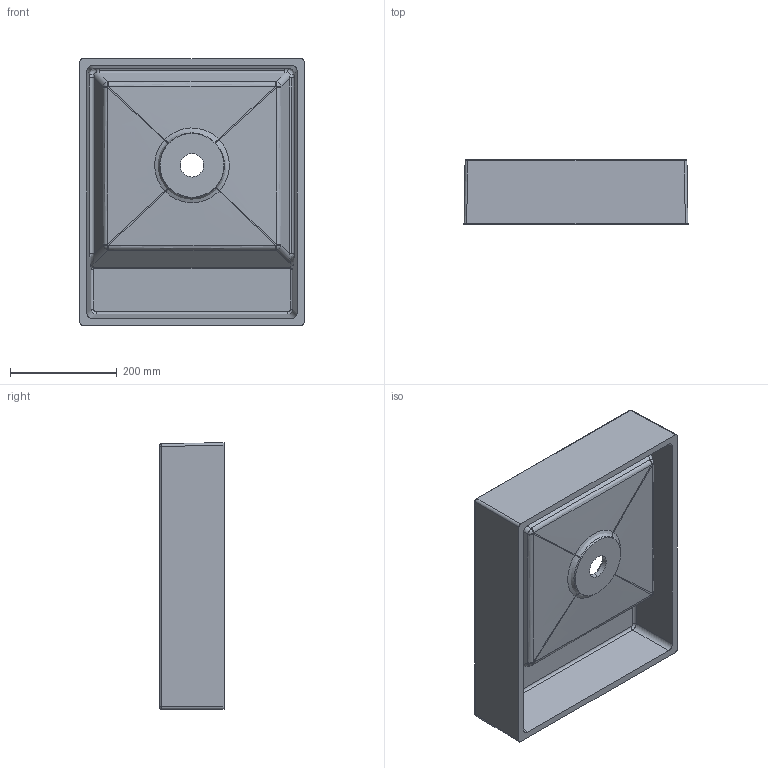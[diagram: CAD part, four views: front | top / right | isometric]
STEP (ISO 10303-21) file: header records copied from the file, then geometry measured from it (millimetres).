
FILE_DESCRIPTION (( 'STEP AP203' ), '1' );
FILE_NAME ('6301730510 WB MARMY CESAR 50x42 12.STEP', '2021-10-12T14:04:49', ( '' ), ( '' ), 'SwSTEP 2.0', 'SolidWorks 2019', '' );
FILE_SCHEMA (( 'CONFIG_CONTROL_DESIGN' ));
Length unit declared in the file: millimetre
Products named in the file (1): 6301730510 WB MARMY CESAR 50x42 12
Bounding box: 420 x 120 x 500 mm (x, y, z)
Volume: 6511512.4 mm3; surface area: 860040.5 mm2
Topology: 1 solids, 1 shells, 183 faces, 420 edges, 238 vertices
Faces by surface type: bspline 92, cylinder 48, plane 25, sphere 14, cone 4
Entity records: 9739 total; most frequent: CARTESIAN_POINT 6280, ORIENTED_EDGE 836, DIRECTION 556, EDGE_CURVE 418, VERTEX_POINT 238, AXIS2_PLACEMENT_3D 226, EDGE_LOOP 186, ADVANCED_FACE 183
